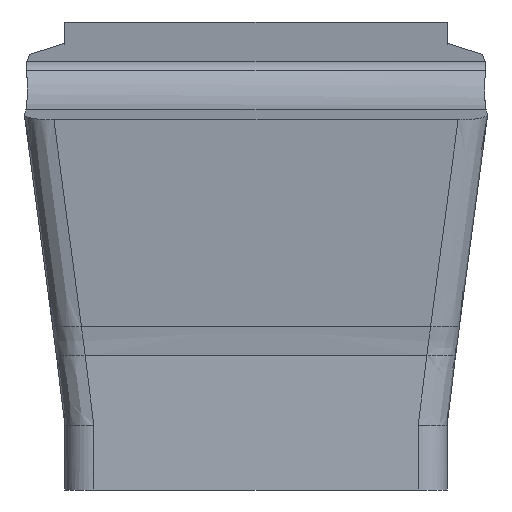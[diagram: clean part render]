
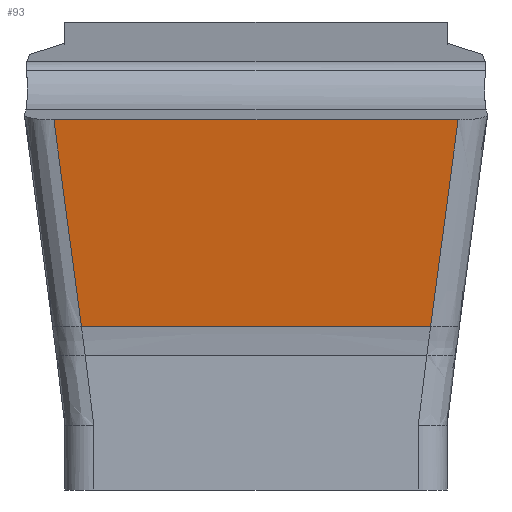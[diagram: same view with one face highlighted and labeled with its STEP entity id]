
A CAD part, front view. The second image highlights one B-rep face of the part: STEP entity #93.
In plain terms, the highlighted planar face has unit normal (0, -0.993, -0.122).
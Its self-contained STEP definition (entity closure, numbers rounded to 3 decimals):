
#93=ADVANCED_FACE('SIDE_FP_AN_SU1',(#159),#131,.T.);
#131=PLANE('',#898);
#159=FACE_OUTER_BOUND('',#205,.T.);
#205=EDGE_LOOP('',(#403,#404,#405,#406));
#270=B_SPLINE_CURVE_WITH_KNOTS('',3,(#1643,#1644,#1645,#1646),
 .UNSPECIFIED.,.F.,.F.,(4,4),(0.,1.),.UNSPECIFIED.);
#272=B_SPLINE_CURVE_WITH_KNOTS('',3,(#1687,#1688,#1689,#1690),
 .UNSPECIFIED.,.F.,.F.,(4,4),(0.,1.),.UNSPECIFIED.);
#403=ORIENTED_EDGE('',*,*,#698,.T.);
#404=ORIENTED_EDGE('',*,*,#703,.T.);
#405=ORIENTED_EDGE('',*,*,#700,.T.);
#406=ORIENTED_EDGE('',*,*,#704,.F.);
#599=VERTEX_POINT('',#1642);
#600=VERTEX_POINT('',#1647);
#601=VERTEX_POINT('',#1691);
#602=VERTEX_POINT('',#1692);
#698=EDGE_CURVE('',#600,#599,#270,.T.);
#700=EDGE_CURVE('',#601,#602,#272,.T.);
#703=EDGE_CURVE('',#599,#601,#775,.T.);
#704=EDGE_CURVE('',#600,#602,#776,.T.);
#775=LINE('',#1748,#827);
#776=LINE('',#1749,#828);
#827=VECTOR('',#1000,1.);
#828=VECTOR('',#1001,1.);
#898=AXIS2_PLACEMENT_3D('',#1750,#1002,#1003);
#1000=DIRECTION('',(-1.,0.,0.));
#1001=DIRECTION('',(-1.,0.,0.));
#1002=DIRECTION('',(0.,-0.993,-0.122));
#1003=DIRECTION('',(-1.,0.,0.));
#1642=CARTESIAN_POINT('',(3.488,-14.994,0.));
#1643=CARTESIAN_POINT('',(3.014,-14.555,-3.572));
#1644=CARTESIAN_POINT('',(3.172,-14.702,-2.381));
#1645=CARTESIAN_POINT('',(3.33,-14.848,-1.191));
#1646=CARTESIAN_POINT('',(3.488,-14.994,0.));
#1647=CARTESIAN_POINT('',(3.014,-14.555,-3.572));
#1687=CARTESIAN_POINT('',(-3.488,-14.994,0.));
#1688=CARTESIAN_POINT('',(-3.33,-14.848,-1.191));
#1689=CARTESIAN_POINT('',(-3.172,-14.702,-2.381));
#1690=CARTESIAN_POINT('',(-3.014,-14.555,-3.572));
#1691=CARTESIAN_POINT('',(-3.488,-14.994,0.));
#1692=CARTESIAN_POINT('',(-3.014,-14.555,-3.572));
#1748=CARTESIAN_POINT('',(0.,-14.994,0.));
#1749=CARTESIAN_POINT('',(0.,-14.555,-3.572));
#1750=CARTESIAN_POINT('',(0.,-15.57,4.689));
